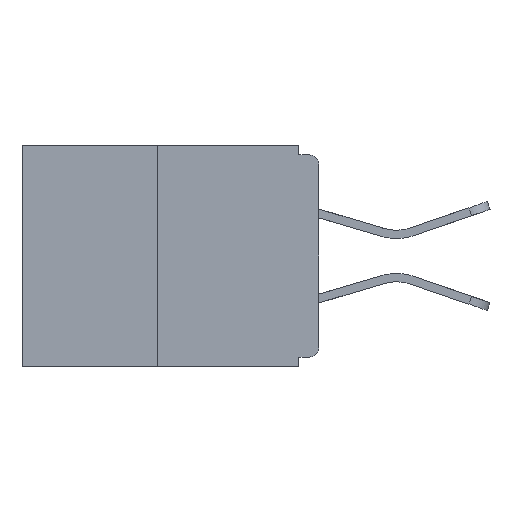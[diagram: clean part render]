
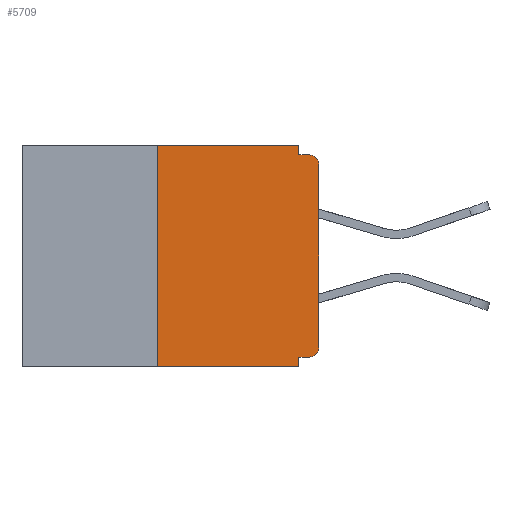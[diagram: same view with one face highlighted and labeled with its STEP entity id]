
A CAD part, left-side view. The second image highlights one B-rep face of the part: STEP entity #5709.
In plain terms, the highlighted planar face has unit normal (-1, 0, 0).
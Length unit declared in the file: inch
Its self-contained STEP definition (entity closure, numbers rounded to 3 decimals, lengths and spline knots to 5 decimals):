
#377 = CARTESIAN_POINT ( 'NONE',  ( 0., 0.25, -0.343 ) ) ;
#391 = CARTESIAN_POINT ( 'NONE',  ( 0., 0.031, -0.343 ) ) ;
#614 = ORIENTED_EDGE ( 'NONE', *, *, #16068, .T. ) ;
#676 = DIRECTION ( 'NONE',  ( 0., 0., 1. ) ) ;
#795 = DIRECTION ( 'NONE',  ( -1., 0., 0. ) ) ;
#1062 = EDGE_CURVE ( 'NONE', #10627, #4892, #20028, .T. ) ;
#1667 = VECTOR ( 'NONE', #19910, 39.37008 ) ;
#2939 = ORIENTED_EDGE ( 'NONE', *, *, #9223, .T. ) ;
#3119 = VECTOR ( 'NONE', #8462, 39.37008 ) ;
#3465 = DIRECTION ( 'NONE',  ( 0., 0., -1. ) ) ;
#3563 = CARTESIAN_POINT ( 'NONE',  ( 0., 0.015, -0.015 ) ) ;
#3777 = CARTESIAN_POINT ( 'NONE',  ( 0., 0.031, 0. ) ) ;
#4274 = CARTESIAN_POINT ( 'NONE',  ( 0., 0.25, 0. ) ) ;
#4580 = DIRECTION ( 'NONE',  ( 0., 0., -1. ) ) ;
#4892 = VERTEX_POINT ( 'NONE', #10620 ) ;
#5412 = LINE ( 'NONE', #14365, #1667 ) ;
#5709 = ADVANCED_FACE ( 'NONE', ( #13629 ), #20842, .F. ) ;
#5933 = CARTESIAN_POINT ( 'NONE',  ( 0., 0.015, -0.328 ) ) ;
#6050 = DIRECTION ( 'NONE',  ( 0., -1., 0. ) ) ;
#6246 = DIRECTION ( 'NONE',  ( 0., 0., -1. ) ) ;
#6527 = VERTEX_POINT ( 'NONE', #377 ) ;
#6715 = CARTESIAN_POINT ( 'NONE',  ( 0., 0.015, -0.03 ) ) ;
#6856 = CARTESIAN_POINT ( 'NONE',  ( 0., 0.46, 0. ) ) ;
#6859 = VERTEX_POINT ( 'NONE', #4274 ) ;
#6878 = EDGE_CURVE ( 'NONE', #13554, #20114, #18767, .T. ) ;
#7571 = VECTOR ( 'NONE', #676, 39.37008 ) ;
#8209 = ORIENTED_EDGE ( 'NONE', *, *, #18489, .F. ) ;
#8213 = VECTOR ( 'NONE', #23251, 39.37008 ) ;
#8462 = DIRECTION ( 'NONE',  ( 0., 0., -1. ) ) ;
#9021 = AXIS2_PLACEMENT_3D ( 'NONE', #16192, #11513, #3465 ) ;
#9223 = EDGE_CURVE ( 'NONE', #6527, #15405, #19476, .T. ) ;
#10100 = VECTOR ( 'NONE', #16885, 39.37008 ) ;
#10134 = EDGE_LOOP ( 'NONE', ( #11209, #11967, #2939, #15345, #8209, #10387, #614, #17021, #21554, #11231 ) ) ;
#10263 = EDGE_CURVE ( 'NONE', #21990, #15405, #16665, .T. ) ;
#10387 = ORIENTED_EDGE ( 'NONE', *, *, #1062, .T. ) ;
#10620 = CARTESIAN_POINT ( 'NONE',  ( 0., 0., -0.313 ) ) ;
#10627 = VERTEX_POINT ( 'NONE', #5933 ) ;
#10968 = EDGE_CURVE ( 'NONE', #17195, #13554, #16386, .T. ) ;
#10985 = AXIS2_PLACEMENT_3D ( 'NONE', #15051, #18607, #4580 ) ;
#11209 = ORIENTED_EDGE ( 'NONE', *, *, #19204, .F. ) ;
#11231 = ORIENTED_EDGE ( 'NONE', *, *, #10968, .F. ) ;
#11456 = CIRCLE ( 'NONE', #21315, 0.015 ) ;
#11513 = DIRECTION ( 'NONE',  ( -1., 0., 0. ) ) ;
#11967 = ORIENTED_EDGE ( 'NONE', *, *, #23182, .F. ) ;
#12786 = CARTESIAN_POINT ( 'NONE',  ( 0., 0.031, -0.343 ) ) ;
#12838 = CARTESIAN_POINT ( 'NONE',  ( 0., 0., -0.03 ) ) ;
#13554 = VERTEX_POINT ( 'NONE', #17099 ) ;
#13629 = FACE_OUTER_BOUND ( 'NONE', #10134, .T. ) ;
#14009 = VECTOR ( 'NONE', #21246, 39.37008 ) ;
#14365 = CARTESIAN_POINT ( 'NONE',  ( 0., 0.25, 0. ) ) ;
#14504 = DIRECTION ( 'NONE',  ( 0., 0., -1. ) ) ;
#14731 = CARTESIAN_POINT ( 'NONE',  ( 0., 0.031, 0. ) ) ;
#15051 = CARTESIAN_POINT ( 'NONE',  ( 0., 0.46, 0. ) ) ;
#15091 = CARTESIAN_POINT ( 'NONE',  ( 0., 0., -0.015 ) ) ;
#15281 = EDGE_CURVE ( 'NONE', #20063, #20114, #11456, .T. ) ;
#15345 = ORIENTED_EDGE ( 'NONE', *, *, #10263, .F. ) ;
#15405 = VERTEX_POINT ( 'NONE', #12786 ) ;
#16068 = EDGE_CURVE ( 'NONE', #4892, #20063, #16953, .T. ) ;
#16192 = CARTESIAN_POINT ( 'NONE',  ( 0., 0.015, -0.313 ) ) ;
#16386 = LINE ( 'NONE', #14731, #16422 ) ;
#16422 = VECTOR ( 'NONE', #14504, 39.37008 ) ;
#16638 = VECTOR ( 'NONE', #6050, 39.37008 ) ;
#16665 = LINE ( 'NONE', #391, #3119 ) ;
#16762 = CARTESIAN_POINT ( 'NONE',  ( 0., 0., -0.328 ) ) ;
#16885 = DIRECTION ( 'NONE',  ( 0., 1., 0. ) ) ;
#16953 = LINE ( 'NONE', #21823, #7571 ) ;
#17021 = ORIENTED_EDGE ( 'NONE', *, *, #15281, .T. ) ;
#17099 = CARTESIAN_POINT ( 'NONE',  ( 0., 0.031, -0.015 ) ) ;
#17195 = VERTEX_POINT ( 'NONE', #3777 ) ;
#18489 = EDGE_CURVE ( 'NONE', #10627, #21990, #20430, .T. ) ;
#18607 = DIRECTION ( 'NONE',  ( 1., 0., 0. ) ) ;
#18767 = LINE ( 'NONE', #15091, #16638 ) ;
#19204 = EDGE_CURVE ( 'NONE', #6859, #17195, #21697, .T. ) ;
#19476 = LINE ( 'NONE', #23043, #14009 ) ;
#19910 = DIRECTION ( 'NONE',  ( 0., 0., 1. ) ) ;
#20028 = CIRCLE ( 'NONE', #9021, 0.015 ) ;
#20063 = VERTEX_POINT ( 'NONE', #12838 ) ;
#20114 = VERTEX_POINT ( 'NONE', #3563 ) ;
#20430 = LINE ( 'NONE', #16762, #10100 ) ;
#20842 = PLANE ( 'NONE',  #10985 ) ;
#21246 = DIRECTION ( 'NONE',  ( 0., -1., 0. ) ) ;
#21315 = AXIS2_PLACEMENT_3D ( 'NONE', #6715, #795, #6246 ) ;
#21554 = ORIENTED_EDGE ( 'NONE', *, *, #6878, .F. ) ;
#21697 = LINE ( 'NONE', #6856, #8213 ) ;
#21823 = CARTESIAN_POINT ( 'NONE',  ( 0., 0., 0. ) ) ;
#21990 = VERTEX_POINT ( 'NONE', #22035 ) ;
#22035 = CARTESIAN_POINT ( 'NONE',  ( 0., 0.031, -0.328 ) ) ;
#23043 = CARTESIAN_POINT ( 'NONE',  ( 0., 0.46, -0.343 ) ) ;
#23182 = EDGE_CURVE ( 'NONE', #6527, #6859, #5412, .T. ) ;
#23251 = DIRECTION ( 'NONE',  ( 0., -1., 0. ) ) ;
